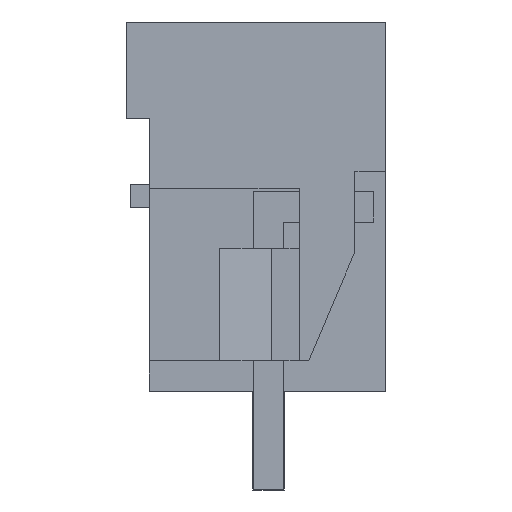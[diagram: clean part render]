
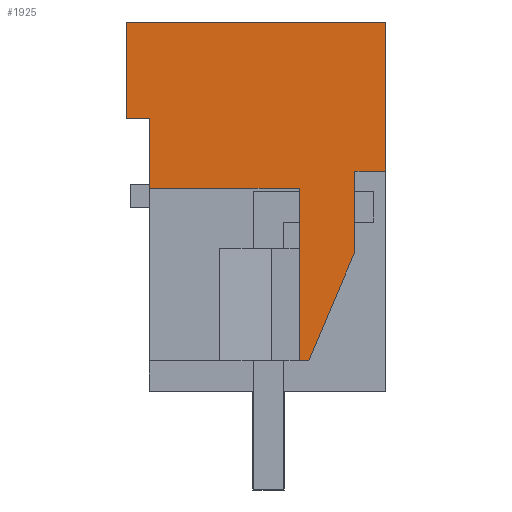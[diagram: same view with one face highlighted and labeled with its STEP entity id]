
A CAD part, left-side view. The second image highlights one B-rep face of the part: STEP entity #1925.
In plain terms, the highlighted planar face has unit normal (-1, 0, 0).
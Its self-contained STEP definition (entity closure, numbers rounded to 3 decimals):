
#1858=AXIS2_PLACEMENT_3D('Plane Axis2P3D',#1855,#1856,#1857) ;
#403=CARTESIAN_POINT('Vertex',(0.,7.68,9.8)) ;
#406=CARTESIAN_POINT('Line Origine',(0.,7.68,10.94)) ;
#410=CARTESIAN_POINT('Vertex',(0.,7.68,12.08)) ;
#1687=CARTESIAN_POINT('Vertex',(0.,2.501,4.2)) ;
#1690=CARTESIAN_POINT('Line Origine',(0.,2.655,4.2)) ;
#1694=CARTESIAN_POINT('Vertex',(0.,2.81,4.2)) ;
#1840=CARTESIAN_POINT('Vertex',(0.,2.81,9.8)) ;
#1843=CARTESIAN_POINT('Line Origine',(0.,5.245,9.8)) ;
#1855=CARTESIAN_POINT('Axis2P3D Location',(0.,8.43,1.7)) ;
#1860=CARTESIAN_POINT('Line Origine',(0.,1.752,5.968)) ;
#1864=CARTESIAN_POINT('Vertex',(0.,1.003,7.735)) ;
#1867=CARTESIAN_POINT('Line Origine',(0.,1.003,9.041)) ;
#1871=CARTESIAN_POINT('Vertex',(0.,1.003,10.346)) ;
#1874=CARTESIAN_POINT('Line Origine',(0.,0.501,10.346)) ;
#1878=CARTESIAN_POINT('Vertex',(0.,0.,10.346)) ;
#1881=CARTESIAN_POINT('Line Origine',(0.,0.,12.773)) ;
#1885=CARTESIAN_POINT('Vertex',(0.,0.,15.2)) ;
#1888=CARTESIAN_POINT('Line Origine',(0.,4.215,15.2)) ;
#1892=CARTESIAN_POINT('Vertex',(0.,8.43,15.2)) ;
#1895=CARTESIAN_POINT('Line Origine',(0.,8.43,13.64)) ;
#1899=CARTESIAN_POINT('Vertex',(0.,8.43,12.08)) ;
#1902=CARTESIAN_POINT('Line Origine',(0.,8.055,12.08)) ;
#1907=CARTESIAN_POINT('Line Origine',(0.,2.81,7.)) ;
#407=DIRECTION('Vector Direction',(0.,0.,-1.)) ;
#1691=DIRECTION('Vector Direction',(0.,1.,0.)) ;
#1844=DIRECTION('Vector Direction',(0.,1.,0.)) ;
#1856=DIRECTION('Axis2P3D Direction',(-1.,0.,0.)) ;
#1857=DIRECTION('Axis2P3D XDirection',(0.,1.,0.)) ;
#1861=DIRECTION('Vector Direction',(0.,0.39,-0.921)) ;
#1868=DIRECTION('Vector Direction',(0.,0.,-1.)) ;
#1875=DIRECTION('Vector Direction',(0.,1.,0.)) ;
#1882=DIRECTION('Vector Direction',(0.,0.,1.)) ;
#1889=DIRECTION('Vector Direction',(0.,1.,0.)) ;
#1896=DIRECTION('Vector Direction',(0.,0.,-1.)) ;
#1903=DIRECTION('Vector Direction',(0.,-1.,0.)) ;
#1908=DIRECTION('Vector Direction',(0.,0.,1.)) ;
#408=VECTOR('Line Direction',#407,1.) ;
#1692=VECTOR('Line Direction',#1691,1.) ;
#1845=VECTOR('Line Direction',#1844,1.) ;
#1862=VECTOR('Line Direction',#1861,1.) ;
#1869=VECTOR('Line Direction',#1868,1.) ;
#1876=VECTOR('Line Direction',#1875,1.) ;
#1883=VECTOR('Line Direction',#1882,1.) ;
#1890=VECTOR('Line Direction',#1889,1.) ;
#1897=VECTOR('Line Direction',#1896,1.) ;
#1904=VECTOR('Line Direction',#1903,1.) ;
#1909=VECTOR('Line Direction',#1908,1.) ;
#1913=ORIENTED_EDGE('',*,*,#1696,.F.) ;
#1914=ORIENTED_EDGE('',*,*,#1866,.F.) ;
#1915=ORIENTED_EDGE('',*,*,#1873,.F.) ;
#1916=ORIENTED_EDGE('',*,*,#1880,.F.) ;
#1917=ORIENTED_EDGE('',*,*,#1887,.T.) ;
#1918=ORIENTED_EDGE('',*,*,#1894,.T.) ;
#1919=ORIENTED_EDGE('',*,*,#1901,.T.) ;
#1920=ORIENTED_EDGE('',*,*,#1906,.T.) ;
#1921=ORIENTED_EDGE('',*,*,#412,.T.) ;
#1922=ORIENTED_EDGE('',*,*,#1847,.F.) ;
#1923=ORIENTED_EDGE('',*,*,#1911,.F.) ;
#1925=ADVANCED_FACE('HOUSING',(#1924),#1859,.T.) ;
#412=EDGE_CURVE('',#411,#404,#409,.T.) ;
#1696=EDGE_CURVE('',#1688,#1695,#1693,.T.) ;
#1847=EDGE_CURVE('',#1841,#404,#1846,.T.) ;
#1866=EDGE_CURVE('',#1865,#1688,#1863,.T.) ;
#1873=EDGE_CURVE('',#1872,#1865,#1870,.T.) ;
#1880=EDGE_CURVE('',#1879,#1872,#1877,.T.) ;
#1887=EDGE_CURVE('',#1879,#1886,#1884,.T.) ;
#1894=EDGE_CURVE('',#1886,#1893,#1891,.T.) ;
#1901=EDGE_CURVE('',#1893,#1900,#1898,.T.) ;
#1906=EDGE_CURVE('',#1900,#411,#1905,.T.) ;
#1911=EDGE_CURVE('',#1695,#1841,#1910,.T.) ;
#1912=EDGE_LOOP('',(#1913,#1914,#1915,#1916,#1917,#1918,#1919,#1920,#1921,#1922,#1923)) ;
#1924=FACE_OUTER_BOUND('',#1912,.T.) ;
#409=LINE('Line',#406,#408) ;
#1693=LINE('Line',#1690,#1692) ;
#1846=LINE('Line',#1843,#1845) ;
#1863=LINE('Line',#1860,#1862) ;
#1870=LINE('Line',#1867,#1869) ;
#1877=LINE('Line',#1874,#1876) ;
#1884=LINE('Line',#1881,#1883) ;
#1891=LINE('Line',#1888,#1890) ;
#1898=LINE('Line',#1895,#1897) ;
#1905=LINE('Line',#1902,#1904) ;
#1910=LINE('Line',#1907,#1909) ;
#1859=PLANE('',#1858) ;
#404=VERTEX_POINT('',#403) ;
#411=VERTEX_POINT('',#410) ;
#1688=VERTEX_POINT('',#1687) ;
#1695=VERTEX_POINT('',#1694) ;
#1841=VERTEX_POINT('',#1840) ;
#1865=VERTEX_POINT('',#1864) ;
#1872=VERTEX_POINT('',#1871) ;
#1879=VERTEX_POINT('',#1878) ;
#1886=VERTEX_POINT('',#1885) ;
#1893=VERTEX_POINT('',#1892) ;
#1900=VERTEX_POINT('',#1899) ;
